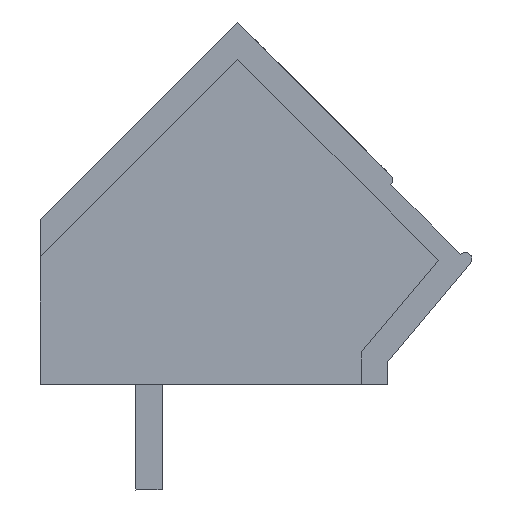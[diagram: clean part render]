
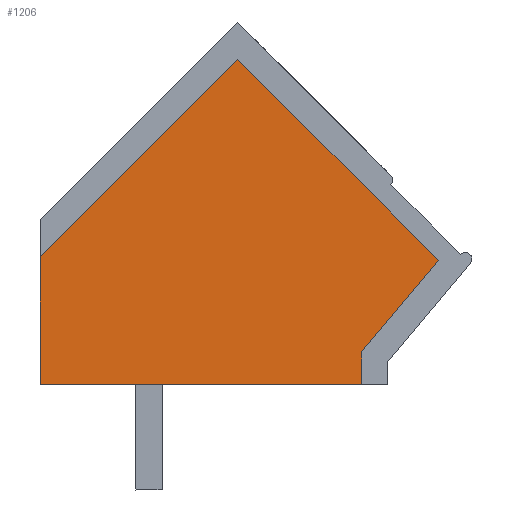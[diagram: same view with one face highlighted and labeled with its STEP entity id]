
A CAD part, left-side view. The second image highlights one B-rep face of the part: STEP entity #1206.
In plain terms, the highlighted planar face has unit normal (-1, 0, 0).
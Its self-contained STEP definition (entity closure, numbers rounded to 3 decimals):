
#1196=AXIS2_PLACEMENT_3D('Plane Axis2P3D',#1193,#1194,#1195) ;
#223=CARTESIAN_POINT('Vertex',(0.3,3.346,3.2)) ;
#226=CARTESIAN_POINT('Line Origine',(0.3,8.223,3.2)) ;
#230=CARTESIAN_POINT('Vertex',(0.3,13.1,3.2)) ;
#761=CARTESIAN_POINT('Line Origine',(0.3,13.1,5.139)) ;
#765=CARTESIAN_POINT('Vertex',(0.3,13.1,7.078)) ;
#798=CARTESIAN_POINT('Line Origine',(0.3,10.105,10.073)) ;
#802=CARTESIAN_POINT('Vertex',(0.3,7.11,13.069)) ;
#823=CARTESIAN_POINT('Line Origine',(0.3,4.061,10.02)) ;
#827=CARTESIAN_POINT('Vertex',(0.3,1.013,6.972)) ;
#848=CARTESIAN_POINT('Line Origine',(0.3,2.18,5.582)) ;
#852=CARTESIAN_POINT('Vertex',(0.3,3.346,4.191)) ;
#873=CARTESIAN_POINT('Line Origine',(0.3,3.346,3.696)) ;
#1193=CARTESIAN_POINT('Axis2P3D Location',(0.3,4.168,11.258)) ;
#227=DIRECTION('Vector Direction',(0.,-1.,0.)) ;
#762=DIRECTION('Vector Direction',(0.,0.,-1.)) ;
#799=DIRECTION('Vector Direction',(0.,-0.707,0.707)) ;
#824=DIRECTION('Vector Direction',(0.,-0.707,-0.707)) ;
#849=DIRECTION('Vector Direction',(0.,0.643,-0.766)) ;
#874=DIRECTION('Vector Direction',(0.,0.,-1.)) ;
#1194=DIRECTION('Axis2P3D Direction',(-1.,-0.,0.)) ;
#1195=DIRECTION('Axis2P3D XDirection',(0.,-0.707,-0.707)) ;
#228=VECTOR('Line Direction',#227,1.) ;
#763=VECTOR('Line Direction',#762,1.) ;
#800=VECTOR('Line Direction',#799,1.) ;
#825=VECTOR('Line Direction',#824,1.) ;
#850=VECTOR('Line Direction',#849,1.) ;
#875=VECTOR('Line Direction',#874,1.) ;
#1199=ORIENTED_EDGE('',*,*,#804,.F.) ;
#1200=ORIENTED_EDGE('',*,*,#767,.T.) ;
#1201=ORIENTED_EDGE('',*,*,#232,.T.) ;
#1202=ORIENTED_EDGE('',*,*,#877,.F.) ;
#1203=ORIENTED_EDGE('',*,*,#854,.F.) ;
#1204=ORIENTED_EDGE('',*,*,#829,.F.) ;
#1206=ADVANCED_FACE('HOUSING',(#1205),#1197,.T.) ;
#232=EDGE_CURVE('',#231,#224,#229,.T.) ;
#767=EDGE_CURVE('',#766,#231,#764,.T.) ;
#804=EDGE_CURVE('',#766,#803,#801,.T.) ;
#829=EDGE_CURVE('',#803,#828,#826,.T.) ;
#854=EDGE_CURVE('',#828,#853,#851,.T.) ;
#877=EDGE_CURVE('',#853,#224,#876,.T.) ;
#1198=EDGE_LOOP('',(#1199,#1200,#1201,#1202,#1203,#1204)) ;
#1205=FACE_OUTER_BOUND('',#1198,.T.) ;
#229=LINE('Line',#226,#228) ;
#764=LINE('Line',#761,#763) ;
#801=LINE('Line',#798,#800) ;
#826=LINE('Line',#823,#825) ;
#851=LINE('Line',#848,#850) ;
#876=LINE('Line',#873,#875) ;
#1197=PLANE('',#1196) ;
#224=VERTEX_POINT('',#223) ;
#231=VERTEX_POINT('',#230) ;
#766=VERTEX_POINT('',#765) ;
#803=VERTEX_POINT('',#802) ;
#828=VERTEX_POINT('',#827) ;
#853=VERTEX_POINT('',#852) ;
